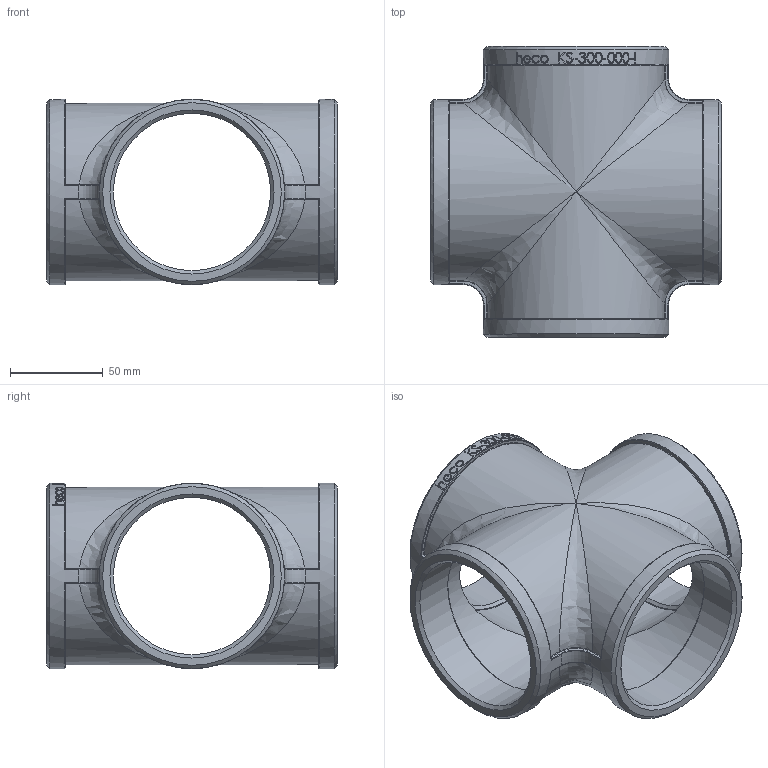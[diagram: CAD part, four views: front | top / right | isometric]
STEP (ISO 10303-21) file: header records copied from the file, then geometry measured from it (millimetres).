
FILE_DESCRIPTION (( 'STEP AP214' ), '1' );
FILE_NAME ('heco_KS-300-000-I.STEP', '2016-06-17T11:51:48', ( '' ), ( '' ), 'SwSTEP 2.0', 'SolidWorks 2011', '' );
FILE_SCHEMA (( 'AUTOMOTIVE_DESIGN' ));
Length unit declared in the file: millimetre
Products named in the file (1): heco_KS-300-000-I
Bounding box: 157 x 157 x 100 mm (x, y, z)
Volume: 287484 mm3; surface area: 122054.7 mm2
Topology: 1 solids, 1 shells, 373 faces, 910 edges, 540 vertices
Faces by surface type: bspline 166, cylinder 91, plane 60, torus 28, sphere 16, cone 12
Full cylindrical faces by diameter (mm): 84.926 x4, 88.8 x4, 100 x4
Entity records: 39434 total; most frequent: CARTESIAN_POINT 30123, ORIENTED_EDGE 1708, DIRECTION 944, EDGE_CURVE 854, VERTEX_POINT 532, B_SPLINE_CURVE_WITH_KNOTS 508, EDGE_LOOP 428, AXIS2_PLACEMENT_3D 394
